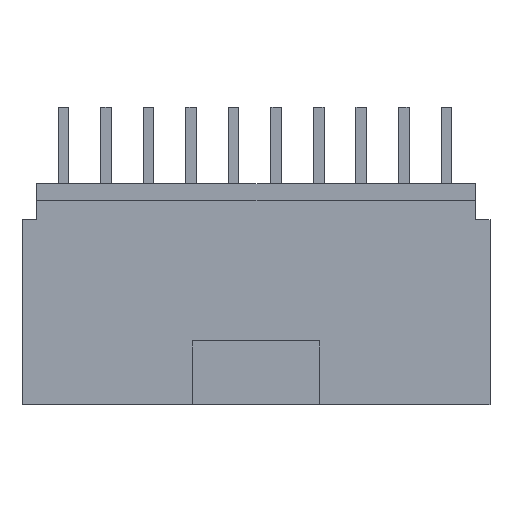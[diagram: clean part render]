
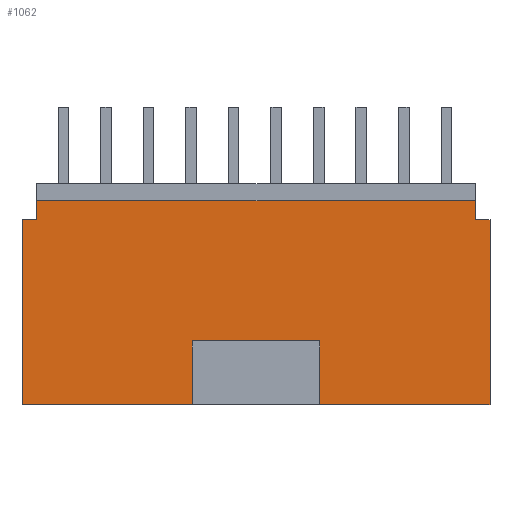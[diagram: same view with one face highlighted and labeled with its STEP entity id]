
A CAD part, top view. The second image highlights one B-rep face of the part: STEP entity #1062.
In plain terms, the highlighted planar face has unit normal (0, 0, 1).
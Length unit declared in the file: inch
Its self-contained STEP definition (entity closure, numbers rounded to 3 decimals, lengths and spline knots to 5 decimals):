
#935=FACE_OUTER_BOUND('',#1361,.T.);
#1062=ADVANCED_FACE('',(#935),#1189,.F.);
#1189=PLANE('',#3257);
#1361=EDGE_LOOP('',(#1627,#1628,#1629,#1630,#1631,#1632,#1633,#1634,#1635,
#1636,#1637,#1638));
#1627=ORIENTED_EDGE('',*,*,#2443,.F.);
#1628=ORIENTED_EDGE('',*,*,#2423,.T.);
#1629=ORIENTED_EDGE('',*,*,#2397,.F.);
#1630=ORIENTED_EDGE('',*,*,#2429,.F.);
#1631=ORIENTED_EDGE('',*,*,#2444,.F.);
#1632=ORIENTED_EDGE('',*,*,#2445,.F.);
#1633=ORIENTED_EDGE('',*,*,#2401,.F.);
#1634=ORIENTED_EDGE('',*,*,#2426,.F.);
#1635=ORIENTED_EDGE('',*,*,#2446,.F.);
#1636=ORIENTED_EDGE('',*,*,#2447,.F.);
#1637=ORIENTED_EDGE('',*,*,#2441,.T.);
#1638=ORIENTED_EDGE('',*,*,#2448,.F.);
#2189=VERTEX_POINT('',#4122);
#2190=VERTEX_POINT('',#4124);
#2193=VERTEX_POINT('',#4130);
#2194=VERTEX_POINT('',#4132);
#2211=VERTEX_POINT('',#4174);
#2212=VERTEX_POINT('',#4178);
#2214=VERTEX_POINT('',#4184);
#2220=VERTEX_POINT('',#4207);
#2221=VERTEX_POINT('',#4209);
#2222=VERTEX_POINT('',#4213);
#2223=VERTEX_POINT('',#4215);
#2224=VERTEX_POINT('',#4218);
#2397=EDGE_CURVE('',#2189,#2190,#2709,.T.);
#2401=EDGE_CURVE('',#2193,#2194,#2713,.T.);
#2423=EDGE_CURVE('',#2211,#2190,#2735,.T.);
#2426=EDGE_CURVE('',#2212,#2193,#2738,.T.);
#2429=EDGE_CURVE('',#2214,#2189,#2741,.T.);
#2441=EDGE_CURVE('',#2221,#2220,#2753,.T.);
#2443=EDGE_CURVE('',#2211,#2222,#2755,.T.);
#2444=EDGE_CURVE('',#2223,#2214,#2756,.T.);
#2445=EDGE_CURVE('',#2194,#2223,#2757,.T.);
#2446=EDGE_CURVE('',#2224,#2212,#2758,.T.);
#2447=EDGE_CURVE('',#2221,#2224,#2759,.T.);
#2448=EDGE_CURVE('',#2222,#2220,#2760,.T.);
#2709=LINE('',#4123,#3021);
#2713=LINE('',#4131,#3025);
#2735=LINE('',#4173,#3047);
#2738=LINE('',#4179,#3050);
#2741=LINE('',#4185,#3053);
#2753=LINE('',#4208,#3065);
#2755=LINE('',#4212,#3067);
#2756=LINE('',#4214,#3068);
#2757=LINE('',#4216,#3069);
#2758=LINE('',#4217,#3070);
#2759=LINE('',#4219,#3071);
#2760=LINE('',#4220,#3072);
#3021=VECTOR('',#3467,1.);
#3025=VECTOR('',#3471,1.);
#3047=VECTOR('',#3499,1.);
#3050=VECTOR('',#3504,1.);
#3053=VECTOR('',#3509,1.);
#3065=VECTOR('',#3531,1.);
#3067=VECTOR('',#3535,1.);
#3068=VECTOR('',#3536,1.);
#3069=VECTOR('',#3537,1.);
#3070=VECTOR('',#3538,1.);
#3071=VECTOR('',#3539,1.);
#3072=VECTOR('',#3540,1.);
#3257=AXIS2_PLACEMENT_3D('',#4221,#3541,#3542);
#3467=DIRECTION('',(-1.,0.,0.));
#3471=DIRECTION('',(-1.,0.,0.));
#3499=DIRECTION('',(0.,-1.,0.));
#3504=DIRECTION('',(0.,-1.,0.));
#3509=DIRECTION('',(0.,-1.,0.));
#3531=DIRECTION('',(-1.,0.,0.));
#3535=DIRECTION('',(1.,0.,0.));
#3536=DIRECTION('',(-1.,0.,0.));
#3537=DIRECTION('',(0.,1.,0.));
#3538=DIRECTION('',(1.,0.,0.));
#3539=DIRECTION('',(0.,-1.,0.));
#3540=DIRECTION('',(0.,1.,0.));
#3541=DIRECTION('',(0.,0.,-1.));
#3542=DIRECTION('',(0.,1.,0.));
#4122=CARTESIAN_POINT('',(0.4,0.,0.2));
#4123=CARTESIAN_POINT('',(0.4,0.,0.2));
#4124=CARTESIAN_POINT('',(0.,0.,0.2));
#4130=CARTESIAN_POINT('',(1.1,0.,0.2));
#4131=CARTESIAN_POINT('',(1.1,0.,0.2));
#4132=CARTESIAN_POINT('',(0.7,0.,0.2));
#4173=CARTESIAN_POINT('',(0.,0.48,0.2));
#4174=CARTESIAN_POINT('',(0.,0.435,0.2));
#4178=CARTESIAN_POINT('',(1.1,0.435,0.2));
#4179=CARTESIAN_POINT('',(1.1,5.,0.2));
#4184=CARTESIAN_POINT('',(0.4,0.15,0.2));
#4185=CARTESIAN_POINT('',(0.4,5.,0.2));
#4207=CARTESIAN_POINT('',(0.035,0.48,0.2));
#4208=CARTESIAN_POINT('',(10.,0.48,0.2));
#4209=CARTESIAN_POINT('',(1.065,0.48,0.2));
#4212=CARTESIAN_POINT('',(10.,0.435,0.2));
#4213=CARTESIAN_POINT('',(0.035,0.435,0.2));
#4214=CARTESIAN_POINT('',(10.,0.15,0.2));
#4215=CARTESIAN_POINT('',(0.7,0.15,0.2));
#4216=CARTESIAN_POINT('',(0.7,5.,0.2));
#4217=CARTESIAN_POINT('',(10.,0.435,0.2));
#4218=CARTESIAN_POINT('',(1.065,0.435,0.2));
#4219=CARTESIAN_POINT('',(1.065,0.48,0.2));
#4220=CARTESIAN_POINT('',(0.035,0.48,0.2));
#4221=CARTESIAN_POINT('',(10.,0.48,0.2));
